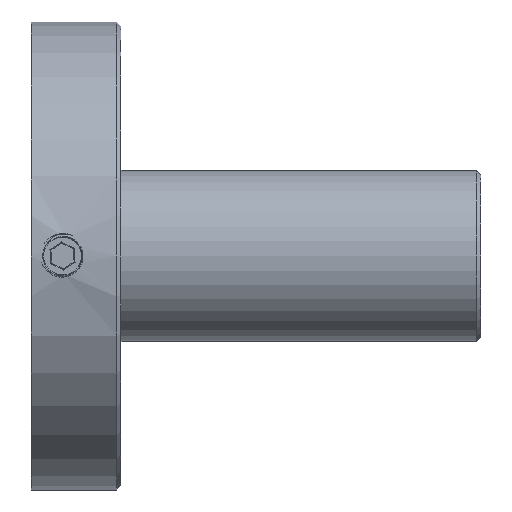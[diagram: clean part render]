
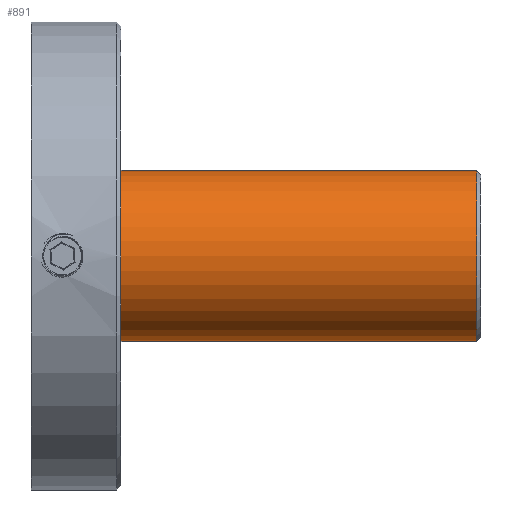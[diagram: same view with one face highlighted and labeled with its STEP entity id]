
A CAD part, front view. The second image highlights one B-rep face of the part: STEP entity #891.
In plain terms, the highlighted cylindrical face has radius 9.5 mm (diameter 19 mm), a partial arc.
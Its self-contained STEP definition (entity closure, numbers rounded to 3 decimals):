
#36 = EDGE_CURVE ( 'NONE', #6201, #4972, #4635, .T. ) ;
#94 = FACE_OUTER_BOUND ( 'NONE', #3711, .T. ) ;
#172 = VECTOR ( 'NONE', #327, 1000. ) ;
#327 = DIRECTION ( 'NONE',  ( -1., 0., 0. ) ) ;
#891 = ADVANCED_FACE ( 'NONE', ( #94 ), #7528, .T. ) ;
#1046 = CARTESIAN_POINT ( 'NONE',  ( 0., 0., 9.5 ) ) ;
#1244 = DIRECTION ( 'NONE',  ( 0., 0., 1. ) ) ;
#1377 = DIRECTION ( 'NONE',  ( -1., 0., 0. ) ) ;
#1701 = CARTESIAN_POINT ( 'NONE',  ( 0., 0., 9.5 ) ) ;
#1830 = VECTOR ( 'NONE', #6764, 1000. ) ;
#1914 = LINE ( 'NONE', #1701, #172 ) ;
#2079 = DIRECTION ( 'NONE',  ( -1., 0., 0. ) ) ;
#2506 = AXIS2_PLACEMENT_3D ( 'NONE', #5118, #3186, #1244 ) ;
#2654 = CARTESIAN_POINT ( 'NONE',  ( 0., 0., 0. ) ) ;
#2953 = ORIENTED_EDGE ( 'NONE', *, *, #8210, .F. ) ;
#3186 = DIRECTION ( 'NONE',  ( -1., 0., 0. ) ) ;
#3326 = DIRECTION ( 'NONE',  ( 0., 0., 1. ) ) ;
#3483 = CARTESIAN_POINT ( 'NONE',  ( 39.5, 0., 0. ) ) ;
#3711 = EDGE_LOOP ( 'NONE', ( #7032, #4360, #6990, #2953 ) ) ;
#4169 = EDGE_CURVE ( 'NONE', #6518, #5536, #1914, .T. ) ;
#4360 = ORIENTED_EDGE ( 'NONE', *, *, #5256, .T. ) ;
#4635 = LINE ( 'NONE', #8054, #1830 ) ;
#4972 = VERTEX_POINT ( 'NONE', #7016 ) ;
#5118 = CARTESIAN_POINT ( 'NONE',  ( 0., 0., 0. ) ) ;
#5256 = EDGE_CURVE ( 'NONE', #6201, #6518, #6162, .T. ) ;
#5535 = CARTESIAN_POINT ( 'NONE',  ( 39.5, 0., 9.5 ) ) ;
#5536 = VERTEX_POINT ( 'NONE', #1046 ) ;
#6162 = CIRCLE ( 'NONE', #6325, 9.5 ) ;
#6201 = VERTEX_POINT ( 'NONE', #8396 ) ;
#6325 = AXIS2_PLACEMENT_3D ( 'NONE', #3483, #2079, #8016 ) ;
#6518 = VERTEX_POINT ( 'NONE', #5535 ) ;
#6764 = DIRECTION ( 'NONE',  ( -1., 0., 0. ) ) ;
#6990 = ORIENTED_EDGE ( 'NONE', *, *, #4169, .T. ) ;
#7016 = CARTESIAN_POINT ( 'NONE',  ( 0., 0., -9.5 ) ) ;
#7032 = ORIENTED_EDGE ( 'NONE', *, *, #36, .F. ) ;
#7528 = CYLINDRICAL_SURFACE ( 'NONE', #8172, 9.5 ) ;
#8016 = DIRECTION ( 'NONE',  ( 0., 0., 1. ) ) ;
#8054 = CARTESIAN_POINT ( 'NONE',  ( 0., 0., -9.5 ) ) ;
#8172 = AXIS2_PLACEMENT_3D ( 'NONE', #2654, #1377, #3326 ) ;
#8210 = EDGE_CURVE ( 'NONE', #4972, #5536, #8523, .T. ) ;
#8396 = CARTESIAN_POINT ( 'NONE',  ( 39.5, 0., -9.5 ) ) ;
#8523 = CIRCLE ( 'NONE', #2506, 9.5 ) ;
